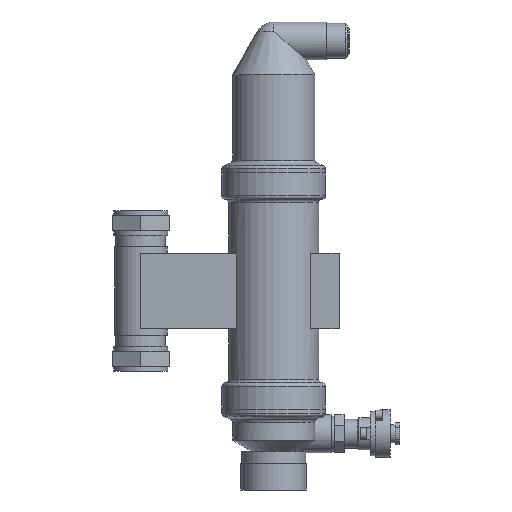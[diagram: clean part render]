
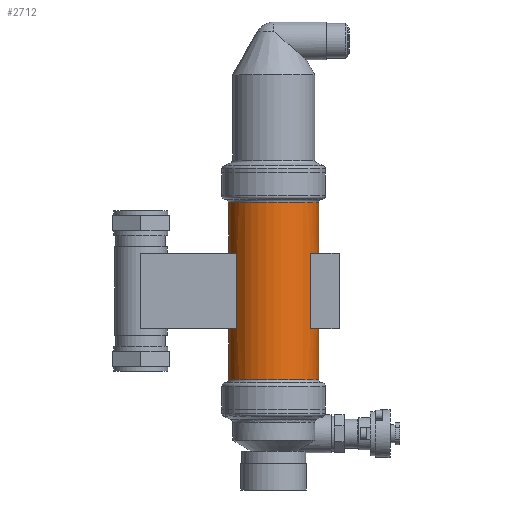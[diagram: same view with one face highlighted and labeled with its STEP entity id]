
A CAD part, front view. The second image highlights one B-rep face of the part: STEP entity #2712.
In plain terms, the highlighted cylindrical face has radius 27.5 mm (diameter 55 mm), a full revolution.
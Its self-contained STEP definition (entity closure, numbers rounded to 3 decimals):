
#98=LINE('',#4184,#314);
#99=LINE('',#4188,#315);
#100=LINE('',#4192,#316);
#101=LINE('',#4196,#317);
#314=VECTOR('',#3342,10.);
#315=VECTOR('',#3345,10.);
#316=VECTOR('',#3348,10.);
#317=VECTOR('',#3351,10.);
#629=FACE_BOUND('',#927,.T.);
#630=FACE_BOUND('',#928,.T.);
#631=FACE_BOUND('',#929,.T.);
#720=FACE_OUTER_BOUND('',#926,.T.);
#926=EDGE_LOOP('',(#2005));
#927=EDGE_LOOP('',(#2006));
#928=EDGE_LOOP('',(#2007,#2008,#2009,#2010));
#929=EDGE_LOOP('',(#2011,#2012,#2013,#2014));
#1143=CIRCLE('',#2908,27.5);
#1149=CIRCLE('',#2921,27.5);
#1152=CIRCLE('',#2927,27.5);
#1153=CIRCLE('',#2928,27.5);
#1154=CIRCLE('',#2929,27.5);
#1155=CIRCLE('',#2930,27.5);
#1300=VERTEX_POINT('',#4154);
#1306=VERTEX_POINT('',#4173);
#1309=VERTEX_POINT('',#4182);
#1310=VERTEX_POINT('',#4183);
#1311=VERTEX_POINT('',#4185);
#1312=VERTEX_POINT('',#4187);
#1313=VERTEX_POINT('',#4190);
#1314=VERTEX_POINT('',#4191);
#1315=VERTEX_POINT('',#4193);
#1316=VERTEX_POINT('',#4195);
#1575=EDGE_CURVE('',#1300,#1300,#1143,.T.);
#1581=EDGE_CURVE('',#1306,#1306,#1149,.T.);
#1584=EDGE_CURVE('',#1309,#1310,#98,.T.);
#1585=EDGE_CURVE('',#1310,#1311,#1152,.T.);
#1586=EDGE_CURVE('',#1311,#1312,#99,.T.);
#1587=EDGE_CURVE('',#1312,#1309,#1153,.T.);
#1588=EDGE_CURVE('',#1313,#1314,#100,.T.);
#1589=EDGE_CURVE('',#1314,#1315,#1154,.T.);
#1590=EDGE_CURVE('',#1315,#1316,#101,.T.);
#1591=EDGE_CURVE('',#1316,#1313,#1155,.T.);
#2005=ORIENTED_EDGE('',*,*,#1575,.T.);
#2006=ORIENTED_EDGE('',*,*,#1581,.F.);
#2007=ORIENTED_EDGE('',*,*,#1584,.T.);
#2008=ORIENTED_EDGE('',*,*,#1585,.T.);
#2009=ORIENTED_EDGE('',*,*,#1586,.T.);
#2010=ORIENTED_EDGE('',*,*,#1587,.T.);
#2011=ORIENTED_EDGE('',*,*,#1588,.T.);
#2012=ORIENTED_EDGE('',*,*,#1589,.T.);
#2013=ORIENTED_EDGE('',*,*,#1590,.T.);
#2014=ORIENTED_EDGE('',*,*,#1591,.T.);
#2633=CYLINDRICAL_SURFACE('',#2926,27.5);
#2712=ADVANCED_FACE('',(#720,#629,#630,#631),#2633,.T.);
#2908=AXIS2_PLACEMENT_3D('',#4155,#3304,#3305);
#2921=AXIS2_PLACEMENT_3D('',#4174,#3330,#3331);
#2926=AXIS2_PLACEMENT_3D('',#4181,#3340,#3341);
#2927=AXIS2_PLACEMENT_3D('',#4186,#3343,#3344);
#2928=AXIS2_PLACEMENT_3D('',#4189,#3346,#3347);
#2929=AXIS2_PLACEMENT_3D('',#4194,#3349,#3350);
#2930=AXIS2_PLACEMENT_3D('',#4197,#3352,#3353);
#3304=DIRECTION('center_axis',(0.,0.,1.));
#3305=DIRECTION('ref_axis',(1.,0.,0.));
#3330=DIRECTION('center_axis',(0.,0.,1.));
#3331=DIRECTION('ref_axis',(1.,0.,0.));
#3340=DIRECTION('center_axis',(0.,0.,1.));
#3341=DIRECTION('ref_axis',(-1.,0.,0.));
#3342=DIRECTION('',(0.,0.,-1.));
#3343=DIRECTION('center_axis',(0.,0.,
-1.));
#3344=DIRECTION('ref_axis',(-1.,0.,0.));
#3345=DIRECTION('',(0.,0.,1.));
#3346=DIRECTION('center_axis',(0.,0.,1.));
#3347=DIRECTION('ref_axis',(-1.,0.,0.));
#3348=DIRECTION('',(0.,0.,1.));
#3349=DIRECTION('center_axis',(0.,0.,1.));
#3350=DIRECTION('ref_axis',(-1.,0.,0.));
#3351=DIRECTION('',(0.,0.,-1.));
#3352=DIRECTION('center_axis',(0.,0.,
-1.));
#3353=DIRECTION('ref_axis',(-1.,0.,0.));
#4154=CARTESIAN_POINT('',(-27.5,0.,18.));
#4155=CARTESIAN_POINT('Origin',(0.,0.,18.));
#4173=CARTESIAN_POINT('',(-27.5,0.,126.));
#4174=CARTESIAN_POINT('Origin',(0.,0.,126.));
#4181=CARTESIAN_POINT('Origin',(0.,0.,72.));
#4182=CARTESIAN_POINT('',(22.366,16.,95.));
#4183=CARTESIAN_POINT('',(22.366,16.,49.));
#4184=CARTESIAN_POINT('',(22.366,16.,72.));
#4185=CARTESIAN_POINT('',(22.366,-16.,49.));
#4186=CARTESIAN_POINT('Origin',(0.,0.,49.));
#4187=CARTESIAN_POINT('',(22.366,-16.,95.));
#4188=CARTESIAN_POINT('',(22.366,-16.,72.));
#4189=CARTESIAN_POINT('Origin',(0.,0.,95.));
#4190=CARTESIAN_POINT('',(-22.366,16.,49.));
#4191=CARTESIAN_POINT('',(-22.366,16.,95.));
#4192=CARTESIAN_POINT('',(-22.366,16.,72.));
#4193=CARTESIAN_POINT('',(-22.366,-16.,95.));
#4194=CARTESIAN_POINT('Origin',(0.,0.,95.));
#4195=CARTESIAN_POINT('',(-22.366,-16.,49.));
#4196=CARTESIAN_POINT('',(-22.366,-16.,72.));
#4197=CARTESIAN_POINT('Origin',(0.,0.,49.));
